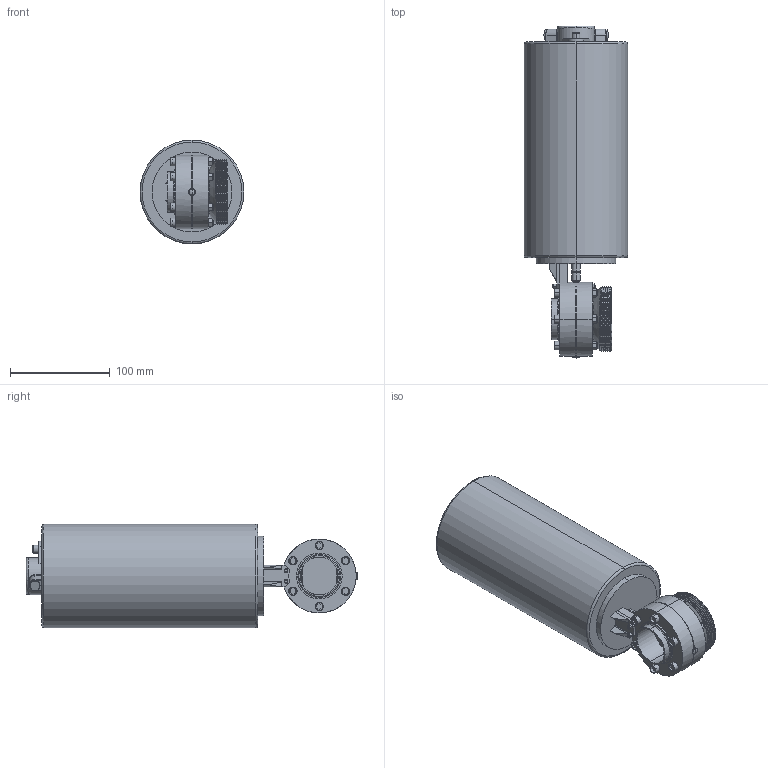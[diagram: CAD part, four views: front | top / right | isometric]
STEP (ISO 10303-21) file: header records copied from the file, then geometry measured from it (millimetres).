
FILE_DESCRIPTION (( 'STEP AP203' ), '1' );
FILE_NAME ('3D-M4502_DN40_174451475_174451505.STEP', '2024-09-18T12:15:43', ( '' ), ( '' ), 'SwSTEP 2.0', 'SolidWorks 2024', '' );
FILE_SCHEMA (( 'CONFIG_CONTROL_DESIGN' ));
Length unit declared in the file: millimetre
Products named in the file (1): 3D-M4502_DN40_174451475_174451505
Bounding box: 104 x 332.65 x 104 mm (x, y, z)
Volume: 2030753.7 mm3; surface area: 130737.3 mm2
Topology: 5 solids, 5 shells, 451 faces, 1131 edges, 711 vertices
Faces by surface type: plane 215, cylinder 123, cone 42, torus 40, bspline 29, sphere 2
Entity records: 22421 total; most frequent: CARTESIAN_POINT 11832, ORIENTED_EDGE 2252, DIRECTION 2125, EDGE_CURVE 1126, AXIS2_PLACEMENT_3D 795, VERTEX_POINT 710, VECTOR 535, LINE 535
